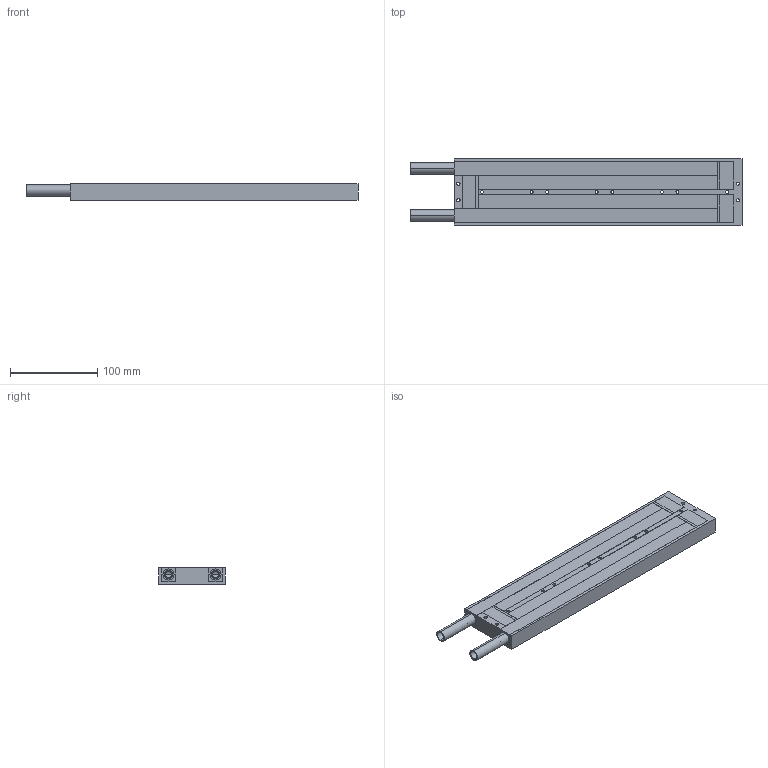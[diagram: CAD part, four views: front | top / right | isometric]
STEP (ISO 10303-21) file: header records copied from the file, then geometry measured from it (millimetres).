
FILE_DESCRIPTION (( 'STEP AP203' ), '1' );
FILE_NAME ('HT-TAP600-4.STEP', '2019-05-08T13:29:03', ( '' ), ( '' ), 'SwSTEP 2.0', 'SolidWorks 2018', '' );
FILE_SCHEMA (( 'CONFIG_CONTROL_DESIGN' ));
Length unit declared in the file: inch
Products named in the file (14): HT-TAP600-4; ST-CONN-10.775-4; ST-INOUT-11.875-4; HT-SIDEBYSIDE-CONNECTOR; HT-SIDEBYSIDE-CONN-EXT.125; SIDEBYSIDE-FILLER-S-1.5; HT-IN-OUT-ADAPTER-.4OD; RT-.5OD-1.875L; SIDEBYSIDE-FILLER-S; BP-TAP600-4
Assembly tree (15 placements, depth 2):
  HT-TAP600-4
    BP-TAP600-4
    HT-SIDEBYSIDE-CONN-EXT.125
    HT-SIDEBYSIDE-CONNECTOR
    ST-INOUT-11.875-4
    ST-CONN-10.775-4
    ST-CONN-10.775-4
    ST-INOUT-11.875-4
    HT-SIDEBYSIDE-CONNECTOR
    HT-IN-OUT-ADAPTER-.4OD  x2
    RT-.5OD-1.875L  x2
    SIDEBYSIDE-FILLER-S
    SIDEBYSIDE-FILLER-S-1.5
    SIDEBYSIDE-FILLER-S
Bounding box: 381 x 76.2 x 19.05 mm (x, y, z)
Volume: 372463.7 mm3; surface area: 234872.4 mm2
Topology: 15 solids, 15 shells, 235 faces, 572 edges, 372 vertices
Faces by surface type: plane 173, cylinder 62
Entity records: 8198 total; most frequent: CARTESIAN_POINT 1508, DIRECTION 1054, ORIENTED_EDGE 1028, EDGE_CURVE 514, LINE 402, VECTOR 402, VERTEX_POINT 336, AXIS2_PLACEMENT_3D 326
